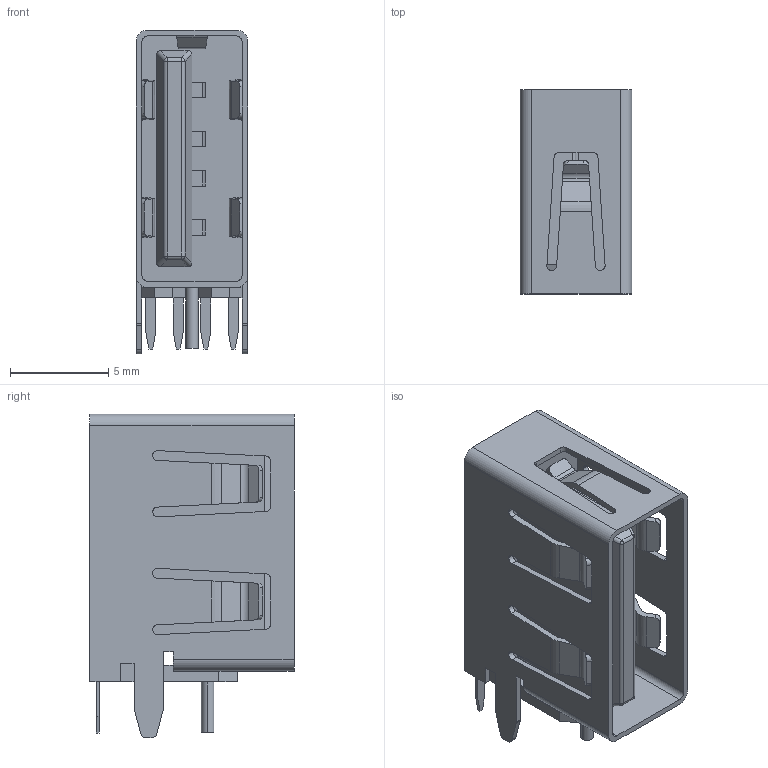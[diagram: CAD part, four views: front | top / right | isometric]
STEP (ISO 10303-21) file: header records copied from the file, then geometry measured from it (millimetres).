
FILE_DESCRIPTION (( 'STEP AP214' ), '1' );
FILE_NAME ('USB-A-TH_4P-L6.0-W10.4-H13.7-S2.6.step', '2022-07-15T08:20:22', ( '' ), ( '' ), 'SwSTEP 2.0', 'SolidWorks 2020', '' );
FILE_SCHEMA (( 'AUTOMOTIVE_DESIGN' ));
Length unit declared in the file: millimetre
Products named in the file (1): USB-A-TH_4P-L6.0-W10.4-H13.7-S2.6
Bounding box: 5.7 x 10.4 x 16.5 mm (x, y, z)
Volume: 384.1 mm3; surface area: 1144 mm2
Topology: 1 solids, 1 shells, 760 faces, 1998 edges, 1264 vertices
Faces by surface type: plane 503, cylinder 141, bspline 112, sphere 4
Entity records: 32592 total; most frequent: CARTESIAN_POINT 6351, ORIENTED_EDGE 3988, DIRECTION 3200, EDGE_CURVE 1994, VECTOR 1478, LINE 1478, VERTEX_POINT 1264, AXIS2_PLACEMENT_3D 861
